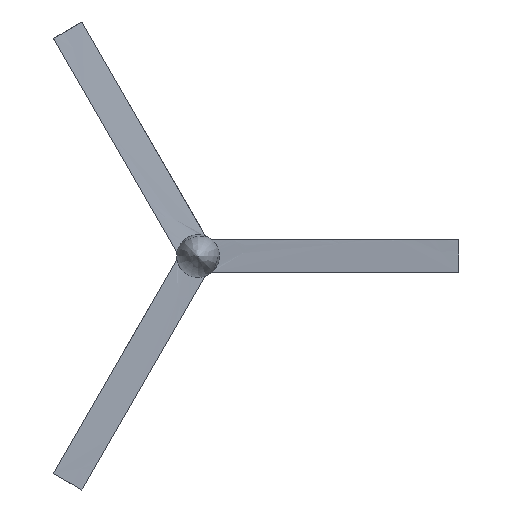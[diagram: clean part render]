
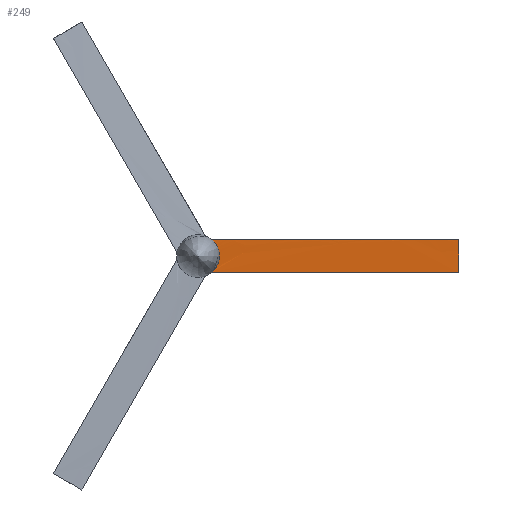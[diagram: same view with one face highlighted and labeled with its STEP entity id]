
A CAD part, front view. The second image highlights one B-rep face of the part: STEP entity #249.
In plain terms, the highlighted free-form (B-spline) face has degree [3, 1] with [10, 2] control points.
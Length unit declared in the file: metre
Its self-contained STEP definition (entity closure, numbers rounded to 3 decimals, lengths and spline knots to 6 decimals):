
#21=B_SPLINE_CURVE_WITH_KNOTS('',3,(#422,#423,#424,#425,#426,#427,#428,
#429,#430,#431,#432,#433,#434,#435,#436,#437,#438,#439,#440),
 .UNSPECIFIED.,.F.,.F.,(4,1,1,1,1,1,1,1,1,1,1,1,1,1,1,1,4),(0.,0.002156,
0.003234,0.004312,0.00539,0.005928,
0.006467,0.007006,0.007545,0.007815,
0.008084,0.008219,0.008354,0.008488,
0.008556,0.00859,0.008623),
 .UNSPECIFIED.);
#22=B_SPLINE_CURVE_WITH_KNOTS('',3,(#442,#443,#444,#445,#446,#447,#448,
#449),.UNSPECIFIED.,.F.,.F.,(4,1,1,1,1,4),(0.,0.001825,0.003649,
0.005474,0.006386,0.007299),
 .UNSPECIFIED.);
#23=B_SPLINE_CURVE_WITH_KNOTS('',6,(#450,#451,#452,#453,#454,#455,#456),
 .UNSPECIFIED.,.F.,.F.,(7,7),(0.,1.),.PIECEWISE_BEZIER_KNOTS.);
#37=B_SPLINE_SURFACE_WITH_KNOTS('',3,1,((#402,#403),(#404,#405),(#406,#407),
(#408,#409),(#410,#411),(#412,#413),(#414,#415),(#416,#417),(#418,#419),
(#420,#421)),.SURF_OF_LINEAR_EXTRUSION.,.F.,.F.,.F.,(4,1,1,1,1,1,1,4),(2,
2),(0.,0.125,0.25,0.375,0.5,0.625,0.75,1.),(0.,1.),.UNSPECIFIED.);
#45=LINE('',#343,#57);
#46=LINE('',#393,#58);
#57=VECTOR('',#298,1.);
#58=VECTOR('',#299,1.);
#76=ORIENTED_EDGE('',*,*,#149,.F.);
#77=ORIENTED_EDGE('',*,*,#150,.T.);
#78=ORIENTED_EDGE('',*,*,#144,.F.);
#79=ORIENTED_EDGE('',*,*,#151,.F.);
#80=ORIENTED_EDGE('',*,*,#147,.T.);
#144=EDGE_CURVE('',#181,#179,#45,.T.);
#147=EDGE_CURVE('',#184,#183,#46,.T.);
#149=EDGE_CURVE('',#185,#183,#21,.T.);
#150=EDGE_CURVE('',#185,#179,#22,.T.);
#151=EDGE_CURVE('',#184,#181,#23,.T.);
#179=VERTEX_POINT('',#338);
#181=VERTEX_POINT('',#342);
#183=VERTEX_POINT('',#392);
#184=VERTEX_POINT('',#394);
#185=VERTEX_POINT('',#441);
#209=EDGE_LOOP('',(#76,#77,#78,#79,#80));
#225=FACE_BOUND('',#209,.T.);
#249=ADVANCED_FACE('',(#225),#37,.F.);
#298=DIRECTION('',(-1.,0.,0.));
#299=DIRECTION('',(-1.,0.,0.));
#338=CARTESIAN_POINT('',(0.005665,-0.122904,0.116344));
#342=CARTESIAN_POINT('',(0.11,-0.122904,0.116344));
#343=CARTESIAN_POINT('',(0.11,-0.122904,0.116344));
#392=CARTESIAN_POINT('',(0.005697,-0.124069,0.130299));
#393=CARTESIAN_POINT('',(0.11,-0.124069,0.130299));
#394=CARTESIAN_POINT('',(0.11,-0.124069,0.130299));
#402=CARTESIAN_POINT('',(0.11,-0.124069,0.130299));
#403=CARTESIAN_POINT('',(0.005039,-0.124069,0.130299));
#404=CARTESIAN_POINT('',(0.11,-0.124085,0.130297));
#405=CARTESIAN_POINT('',(0.005039,-0.124085,0.130297));
#406=CARTESIAN_POINT('',(0.11,-0.124082,0.130026));
#407=CARTESIAN_POINT('',(0.005039,-0.124082,0.130026));
#408=CARTESIAN_POINT('',(0.11,-0.124007,0.129103));
#409=CARTESIAN_POINT('',(0.005039,-0.124007,0.129103));
#410=CARTESIAN_POINT('',(0.11,-0.123864,0.12765));
#411=CARTESIAN_POINT('',(0.005039,-0.123864,0.12765));
#412=CARTESIAN_POINT('',(0.11,-0.123649,0.125603));
#413=CARTESIAN_POINT('',(0.005039,-0.123649,0.125603));
#414=CARTESIAN_POINT('',(0.11,-0.123372,0.123008));
#415=CARTESIAN_POINT('',(0.005039,-0.123372,0.123008));
#416=CARTESIAN_POINT('',(0.11,-0.122985,0.119196));
#417=CARTESIAN_POINT('',(0.005039,-0.122985,0.119196));
#418=CARTESIAN_POINT('',(0.11,-0.122796,0.116707));
#419=CARTESIAN_POINT('',(0.005039,-0.122796,0.116707));
#420=CARTESIAN_POINT('',(0.11,-0.122904,0.116344));
#421=CARTESIAN_POINT('',(0.005039,-0.122904,0.116344));
#422=CARTESIAN_POINT('',(0.008974,-0.123337,0.122651));
#423=CARTESIAN_POINT('',(0.009029,-0.123412,0.123373));
#424=CARTESIAN_POINT('',(0.008982,-0.123525,0.124443));
#425=CARTESIAN_POINT('',(0.008662,-0.123675,0.125856));
#426=CARTESIAN_POINT('',(0.008298,-0.123782,0.126872));
#427=CARTESIAN_POINT('',(0.007899,-0.123865,0.127672));
#428=CARTESIAN_POINT('',(0.00752,-0.123927,0.128286));
#429=CARTESIAN_POINT('',(0.007206,-0.12397,0.128733));
#430=CARTESIAN_POINT('',(0.006867,-0.124009,0.129157));
#431=CARTESIAN_POINT('',(0.006563,-0.124038,0.129495));
#432=CARTESIAN_POINT('',(0.006307,-0.124058,0.129754));
#433=CARTESIAN_POINT('',(0.006142,-0.124069,0.129911));
#434=CARTESIAN_POINT('',(0.006007,-0.124076,0.130033));
#435=CARTESIAN_POINT('',(0.005905,-0.12408,0.130124));
#436=CARTESIAN_POINT('',(0.00582,-0.12408,0.130197));
#437=CARTESIAN_POINT('',(0.005756,-0.124081,0.130251));
#438=CARTESIAN_POINT('',(0.005725,-0.124075,0.130276));
#439=CARTESIAN_POINT('',(0.005699,-0.12408,0.130298));
#440=CARTESIAN_POINT('',(0.005697,-0.124069,0.130299));
#441=CARTESIAN_POINT('',(0.008974,-0.123337,0.122651));
#442=CARTESIAN_POINT('',(0.008974,-0.123337,0.122651));
#443=CARTESIAN_POINT('',(0.008927,-0.123274,0.122039));
#444=CARTESIAN_POINT('',(0.008713,-0.123153,0.120848));
#445=CARTESIAN_POINT('',(0.008026,-0.122996,0.119129));
#446=CARTESIAN_POINT('',(0.00719,-0.122892,0.117864));
#447=CARTESIAN_POINT('',(0.006362,-0.122868,0.116949));
#448=CARTESIAN_POINT('',(0.005904,-0.122847,0.116537));
#449=CARTESIAN_POINT('',(0.005665,-0.122904,0.116344));
#450=CARTESIAN_POINT('',(0.11,-0.124069,0.130299));
#451=CARTESIAN_POINT('',(0.11,-0.124135,0.130292));
#452=CARTESIAN_POINT('',(0.11,-0.123955,0.128478));
#453=CARTESIAN_POINT('',(0.11,-0.123848,0.127202));
#454=CARTESIAN_POINT('',(0.11,-0.123245,0.122047));
#455=CARTESIAN_POINT('',(0.11,-0.122688,0.117071));
#456=CARTESIAN_POINT('',(0.11,-0.122904,0.116344));
